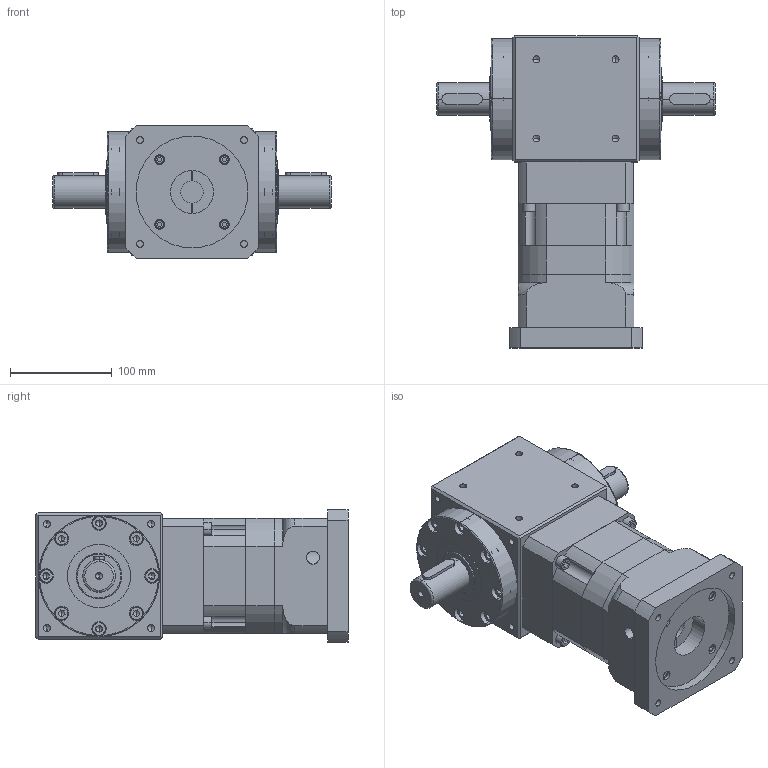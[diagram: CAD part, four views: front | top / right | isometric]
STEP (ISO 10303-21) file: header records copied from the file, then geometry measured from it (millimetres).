
FILE_DESCRIPTION (( 'STEP AP214' ), '1' );
FILE_NAME ('RAM120-L2-XX-2S-22-110-145-M8_2019.STEP', '2019-04-09T09:58:12', ( 'Y' ), ( 'NCU' ), 'SwSTEP 2.0', 'SolidWorks 2016', '' );
FILE_SCHEMA (( 'AUTOMOTIVE_DESIGN' ));
Length unit declared in the file: millimetre
Products named in the file (1): RAM120-L2-XX-2S-22-110-145-M8_2019
Bounding box: 274 x 306.8 x 130 mm (x, y, z)
Volume: 4583870.3 mm3; surface area: 387250 mm2
Topology: 7 solids, 29 shells, 900 faces, 2118 edges, 1294 vertices
Faces by surface type: plane 424, cylinder 312, cone 116, torus 48
Entity records: 29833 total; most frequent: CARTESIAN_POINT 7157, DIRECTION 4654, ORIENTED_EDGE 4060, EDGE_CURVE 2030, AXIS2_PLACEMENT_3D 1791, VERTEX_POINT 1294, LINE 1072, VECTOR 1072
